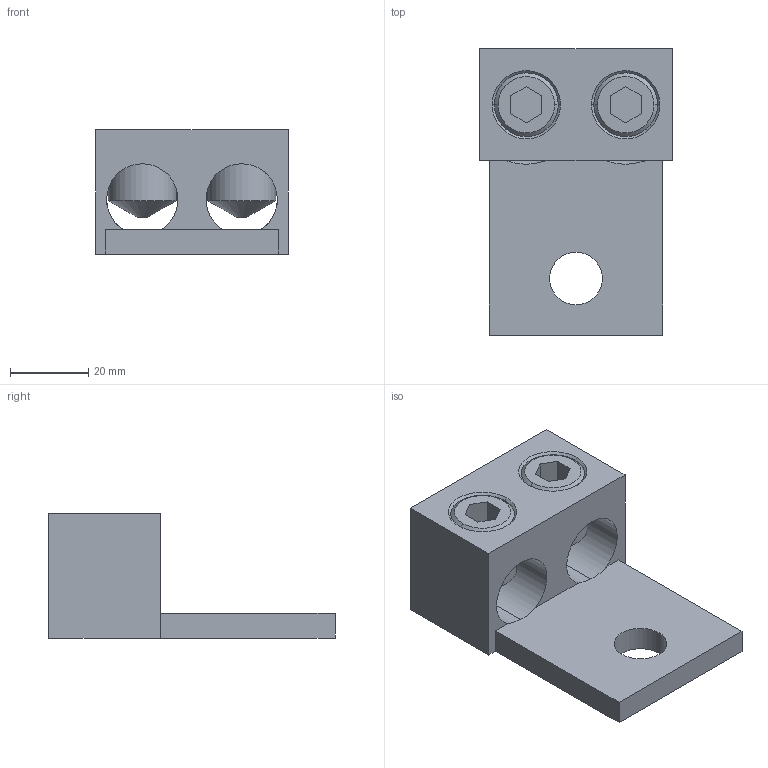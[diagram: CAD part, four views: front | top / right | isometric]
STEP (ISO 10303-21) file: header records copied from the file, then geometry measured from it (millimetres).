
FILE_DESCRIPTION (( 'STEP AP214' ), '1' );
FILE_NAME ('39543041.step', '2016-05-09T12:27:14', ( '' ), ( '' ), 'SwSTEP 2.0', 'SolidWorks 2015', '' );
FILE_SCHEMA (( 'AUTOMOTIVE_DESIGN' ));
Length unit declared in the file: inch
Products named in the file (1): 39543041
Bounding box: 49.28 x 73.15 x 31.75 mm (x, y, z)
Volume: 45054.3 mm3; surface area: 18251.1 mm2
Topology: 3 solids, 3 shells, 60 faces, 156 edges, 100 vertices
Faces by surface type: plane 28, cone 18, cylinder 14
Entity records: 2136 total; most frequent: CARTESIAN_POINT 559, DIRECTION 316, ORIENTED_EDGE 312, EDGE_CURVE 156, AXIS2_PLACEMENT_3D 109, VERTEX_POINT 100, VECTOR 98, LINE 98
